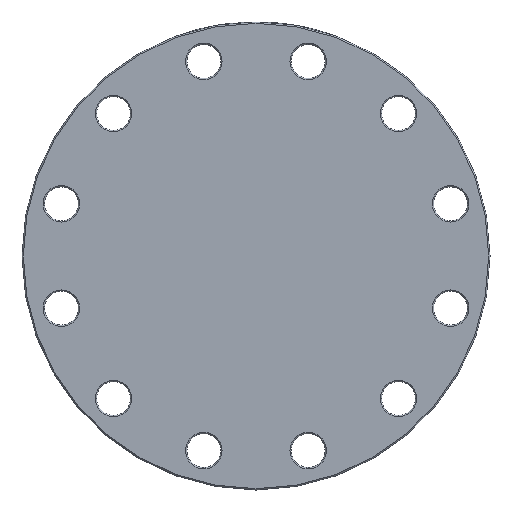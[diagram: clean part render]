
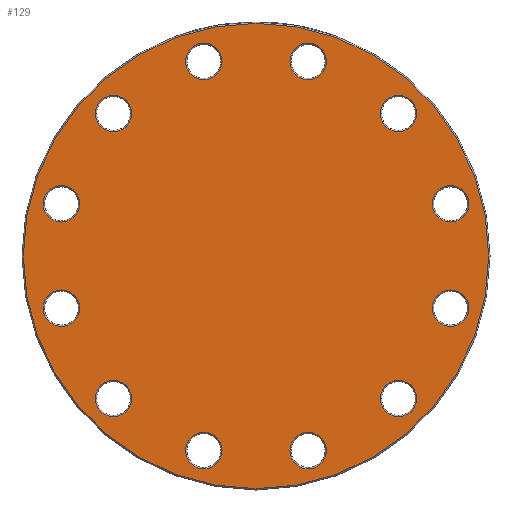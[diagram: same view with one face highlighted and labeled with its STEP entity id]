
A CAD part, left-side view. The second image highlights one B-rep face of the part: STEP entity #129.
In plain terms, the highlighted planar face has unit normal (-1, 0, 0).
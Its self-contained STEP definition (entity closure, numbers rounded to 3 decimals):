
#28 = VERTEX_POINT ( 'NONE', #1149 ) ;
#42 = EDGE_CURVE ( 'NONE', #6810, #6810, #4058, .T. ) ;
#129 = ADVANCED_FACE ( 'NONE', ( #6648, #2822, #3936, #4457, #6050, #3864, #4493, #4973, #6089, #5978, #2338, #4526, #5531 ), #2888, .F. ) ;
#136 = VERTEX_POINT ( 'NONE', #3232 ) ;
#140 = CARTESIAN_POINT ( 'NONE',  ( 0., -149.719, -40.117 ) ) ;
#203 = DIRECTION ( 'NONE',  ( 0., 0., -1. ) ) ;
#333 = EDGE_CURVE ( 'NONE', #1978, #1978, #3718, .T. ) ;
#434 = DIRECTION ( 'NONE',  ( 1., 0., 0. ) ) ;
#439 = VERTEX_POINT ( 'NONE', #2080 ) ;
#513 = CARTESIAN_POINT ( 'NONE',  ( 0., 40.117, -163.719 ) ) ;
#522 = EDGE_LOOP ( 'NONE', ( #6535 ) ) ;
#523 = CARTESIAN_POINT ( 'NONE',  ( 0., 109.602, 109.602 ) ) ;
#526 = CARTESIAN_POINT ( 'NONE',  ( 0., 40.117, -149.719 ) ) ;
#532 = DIRECTION ( 'NONE',  ( 1., 0., 0. ) ) ;
#548 = VERTEX_POINT ( 'NONE', #3196 ) ;
#618 = VERTEX_POINT ( 'NONE', #4380 ) ;
#691 = EDGE_LOOP ( 'NONE', ( #5030 ) ) ;
#761 = AXIS2_PLACEMENT_3D ( 'NONE', #4814, #1631, #5303 ) ;
#810 = EDGE_CURVE ( 'NONE', #439, #439, #4915, .T. ) ;
#831 = ORIENTED_EDGE ( 'NONE', *, *, #6120, .T. ) ;
#846 = AXIS2_PLACEMENT_3D ( 'NONE', #4071, #6250, #2433 ) ;
#872 = CIRCLE ( 'NONE', #5192, 14. ) ;
#1003 = VERTEX_POINT ( 'NONE', #6184 ) ;
#1042 = CARTESIAN_POINT ( 'NONE',  ( 0., 0., -179. ) ) ;
#1079 = CARTESIAN_POINT ( 'NONE',  ( 0., -149.719, 26.117 ) ) ;
#1137 = EDGE_LOOP ( 'NONE', ( #3788 ) ) ;
#1149 = CARTESIAN_POINT ( 'NONE',  ( 0., -109.602, 95.602 ) ) ;
#1163 = DIRECTION ( 'NONE',  ( 0., 0., -1. ) ) ;
#1287 = ORIENTED_EDGE ( 'NONE', *, *, #810, .T. ) ;
#1315 = CIRCLE ( 'NONE', #4318, 14. ) ;
#1324 = EDGE_CURVE ( 'NONE', #1003, #1003, #1315, .T. ) ;
#1370 = EDGE_CURVE ( 'NONE', #548, #548, #2199, .T. ) ;
#1371 = AXIS2_PLACEMENT_3D ( 'NONE', #4592, #4146, #5765 ) ;
#1542 = DIRECTION ( 'NONE',  ( 1., 0., 0. ) ) ;
#1631 = DIRECTION ( 'NONE',  ( 1., 0., 0. ) ) ;
#1745 = EDGE_CURVE ( 'NONE', #3680, #3680, #4552, .T. ) ;
#1777 = DIRECTION ( 'NONE',  ( 1., 0., 0. ) ) ;
#1823 = AXIS2_PLACEMENT_3D ( 'NONE', #140, #1777, #6609 ) ;
#1920 = CARTESIAN_POINT ( 'NONE',  ( 0., 109.602, -109.602 ) ) ;
#1929 = EDGE_LOOP ( 'NONE', ( #2637 ) ) ;
#1978 = VERTEX_POINT ( 'NONE', #4139 ) ;
#1980 = DIRECTION ( 'NONE',  ( 0., 0., -1. ) ) ;
#2080 = CARTESIAN_POINT ( 'NONE',  ( 0., -109.602, -123.602 ) ) ;
#2199 = CIRCLE ( 'NONE', #4859, 14. ) ;
#2338 = FACE_BOUND ( 'NONE', #4718, .T. ) ;
#2341 = EDGE_CURVE ( 'NONE', #2706, #2706, #3064, .T. ) ;
#2367 = CARTESIAN_POINT ( 'NONE',  ( 0., 40.117, 149.719 ) ) ;
#2386 = EDGE_CURVE ( 'NONE', #4823, #4823, #6732, .T. ) ;
#2433 = DIRECTION ( 'NONE',  ( 0., 0., -1. ) ) ;
#2439 = AXIS2_PLACEMENT_3D ( 'NONE', #526, #5363, #1163 ) ;
#2528 = CARTESIAN_POINT ( 'NONE',  ( 0., -40.117, -163.719 ) ) ;
#2529 = ORIENTED_EDGE ( 'NONE', *, *, #42, .T. ) ;
#2593 = CARTESIAN_POINT ( 'NONE',  ( 0., -149.719, 40.117 ) ) ;
#2623 = EDGE_LOOP ( 'NONE', ( #5178 ) ) ;
#2637 = ORIENTED_EDGE ( 'NONE', *, *, #5009, .T. ) ;
#2706 = VERTEX_POINT ( 'NONE', #6881 ) ;
#2781 = EDGE_LOOP ( 'NONE', ( #3539 ) ) ;
#2822 = FACE_BOUND ( 'NONE', #3819, .T. ) ;
#2829 = DIRECTION ( 'NONE',  ( 0., 0., -1. ) ) ;
#2848 = DIRECTION ( 'NONE',  ( 1., 0., 0. ) ) ;
#2850 = AXIS2_PLACEMENT_3D ( 'NONE', #2367, #6642, #6116 ) ;
#2888 = PLANE ( 'NONE',  #6159 ) ;
#2924 = DIRECTION ( 'NONE',  ( 1., 0., 0. ) ) ;
#2975 = CIRCLE ( 'NONE', #761, 14. ) ;
#3008 = DIRECTION ( 'NONE',  ( 0., 0., -1. ) ) ;
#3020 = DIRECTION ( 'NONE',  ( 1., 0., 0. ) ) ;
#3046 = AXIS2_PLACEMENT_3D ( 'NONE', #523, #1542, #3659 ) ;
#3052 = EDGE_LOOP ( 'NONE', ( #5680 ) ) ;
#3064 = CIRCLE ( 'NONE', #2850, 14. ) ;
#3177 = CARTESIAN_POINT ( 'NONE',  ( 0., 149.719, 40.117 ) ) ;
#3196 = CARTESIAN_POINT ( 'NONE',  ( 0., -40.117, 135.719 ) ) ;
#3205 = ORIENTED_EDGE ( 'NONE', *, *, #1745, .T. ) ;
#3232 = CARTESIAN_POINT ( 'NONE',  ( 0., 109.602, -123.602 ) ) ;
#3238 = AXIS2_PLACEMENT_3D ( 'NONE', #1920, #3020, #1980 ) ;
#3338 = CARTESIAN_POINT ( 'NONE',  ( 0., -40.117, -149.719 ) ) ;
#3402 = CIRCLE ( 'NONE', #846, 179. ) ;
#3457 = DIRECTION ( 'NONE',  ( 0., 0., -1. ) ) ;
#3488 = AXIS2_PLACEMENT_3D ( 'NONE', #4095, #5584, #3008 ) ;
#3497 = EDGE_CURVE ( 'NONE', #3818, #3818, #3402, .T. ) ;
#3539 = ORIENTED_EDGE ( 'NONE', *, *, #6678, .T. ) ;
#3659 = DIRECTION ( 'NONE',  ( 0., 0., -1. ) ) ;
#3680 = VERTEX_POINT ( 'NONE', #513 ) ;
#3718 = CIRCLE ( 'NONE', #3046, 14. ) ;
#3788 = ORIENTED_EDGE ( 'NONE', *, *, #1370, .T. ) ;
#3818 = VERTEX_POINT ( 'NONE', #1042 ) ;
#3819 = EDGE_LOOP ( 'NONE', ( #5206 ) ) ;
#3864 = FACE_BOUND ( 'NONE', #1929, .T. ) ;
#3936 = FACE_BOUND ( 'NONE', #3052, .T. ) ;
#3946 = AXIS2_PLACEMENT_3D ( 'NONE', #3338, #2848, #203 ) ;
#4058 = CIRCLE ( 'NONE', #3946, 14. ) ;
#4071 = CARTESIAN_POINT ( 'NONE',  ( 0., 0., 0. ) ) ;
#4095 = CARTESIAN_POINT ( 'NONE',  ( 0., -109.602, -109.602 ) ) ;
#4139 = CARTESIAN_POINT ( 'NONE',  ( 0., 109.602, 95.602 ) ) ;
#4146 = DIRECTION ( 'NONE',  ( 1., 0., 0. ) ) ;
#4164 = EDGE_LOOP ( 'NONE', ( #2529 ) ) ;
#4318 = AXIS2_PLACEMENT_3D ( 'NONE', #3177, #532, #5149 ) ;
#4380 = CARTESIAN_POINT ( 'NONE',  ( 0., 149.719, -54.117 ) ) ;
#4457 = FACE_BOUND ( 'NONE', #691, .T. ) ;
#4477 = CIRCLE ( 'NONE', #1371, 14. ) ;
#4493 = FACE_BOUND ( 'NONE', #4681, .T. ) ;
#4526 = FACE_BOUND ( 'NONE', #522, .T. ) ;
#4552 = CIRCLE ( 'NONE', #2439, 14. ) ;
#4592 = CARTESIAN_POINT ( 'NONE',  ( 0., 149.719, -40.117 ) ) ;
#4681 = EDGE_LOOP ( 'NONE', ( #831 ) ) ;
#4708 = DIRECTION ( 'NONE',  ( 0., 0., -1. ) ) ;
#4718 = EDGE_LOOP ( 'NONE', ( #3205 ) ) ;
#4814 = CARTESIAN_POINT ( 'NONE',  ( 0., -109.602, 109.602 ) ) ;
#4823 = VERTEX_POINT ( 'NONE', #6396 ) ;
#4859 = AXIS2_PLACEMENT_3D ( 'NONE', #5506, #6554, #2829 ) ;
#4915 = CIRCLE ( 'NONE', #3488, 14. ) ;
#4973 = FACE_BOUND ( 'NONE', #2623, .T. ) ;
#5009 = EDGE_CURVE ( 'NONE', #28, #28, #2975, .T. ) ;
#5030 = ORIENTED_EDGE ( 'NONE', *, *, #2341, .T. ) ;
#5149 = DIRECTION ( 'NONE',  ( 0., 0., -1. ) ) ;
#5178 = ORIENTED_EDGE ( 'NONE', *, *, #2386, .T. ) ;
#5192 = AXIS2_PLACEMENT_3D ( 'NONE', #2593, #434, #4708 ) ;
#5206 = ORIENTED_EDGE ( 'NONE', *, *, #1324, .T. ) ;
#5303 = DIRECTION ( 'NONE',  ( 0., 0., -1. ) ) ;
#5363 = DIRECTION ( 'NONE',  ( 1., 0., 0. ) ) ;
#5461 = CARTESIAN_POINT ( 'NONE',  ( 0., 0., 0. ) ) ;
#5506 = CARTESIAN_POINT ( 'NONE',  ( 0., -40.117, 149.719 ) ) ;
#5531 = FACE_BOUND ( 'NONE', #2781, .T. ) ;
#5584 = DIRECTION ( 'NONE',  ( 1., 0., 0. ) ) ;
#5680 = ORIENTED_EDGE ( 'NONE', *, *, #333, .T. ) ;
#5728 = EDGE_CURVE ( 'NONE', #136, #136, #6227, .T. ) ;
#5765 = DIRECTION ( 'NONE',  ( 0., 0., -1. ) ) ;
#5801 = EDGE_LOOP ( 'NONE', ( #1287 ) ) ;
#5828 = VERTEX_POINT ( 'NONE', #1079 ) ;
#5978 = FACE_BOUND ( 'NONE', #4164, .T. ) ;
#6050 = FACE_BOUND ( 'NONE', #1137, .T. ) ;
#6089 = FACE_BOUND ( 'NONE', #5801, .T. ) ;
#6114 = EDGE_LOOP ( 'NONE', ( #6534 ) ) ;
#6116 = DIRECTION ( 'NONE',  ( 0., 0., -1. ) ) ;
#6120 = EDGE_CURVE ( 'NONE', #5828, #5828, #872, .T. ) ;
#6159 = AXIS2_PLACEMENT_3D ( 'NONE', #5461, #2924, #3457 ) ;
#6184 = CARTESIAN_POINT ( 'NONE',  ( 0., 149.719, 26.117 ) ) ;
#6227 = CIRCLE ( 'NONE', #3238, 14. ) ;
#6250 = DIRECTION ( 'NONE',  ( -1., 0., 0. ) ) ;
#6396 = CARTESIAN_POINT ( 'NONE',  ( 0., -149.719, -54.117 ) ) ;
#6534 = ORIENTED_EDGE ( 'NONE', *, *, #3497, .T. ) ;
#6535 = ORIENTED_EDGE ( 'NONE', *, *, #5728, .T. ) ;
#6554 = DIRECTION ( 'NONE',  ( 1., 0., 0. ) ) ;
#6609 = DIRECTION ( 'NONE',  ( 0., 0., -1. ) ) ;
#6642 = DIRECTION ( 'NONE',  ( 1., 0., 0. ) ) ;
#6648 = FACE_OUTER_BOUND ( 'NONE', #6114, .T. ) ;
#6678 = EDGE_CURVE ( 'NONE', #618, #618, #4477, .T. ) ;
#6732 = CIRCLE ( 'NONE', #1823, 14. ) ;
#6810 = VERTEX_POINT ( 'NONE', #2528 ) ;
#6881 = CARTESIAN_POINT ( 'NONE',  ( 0., 40.117, 135.719 ) ) ;
